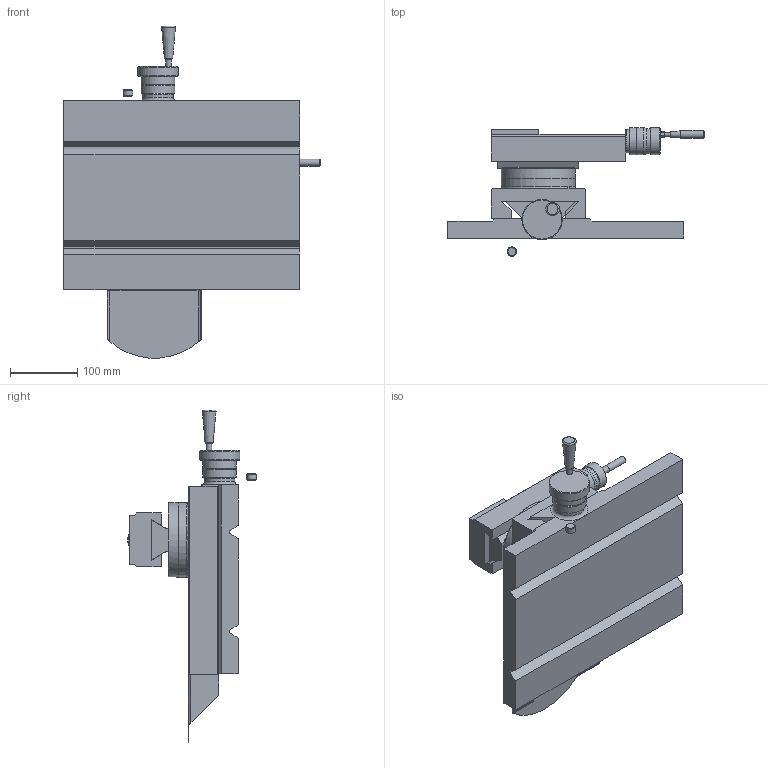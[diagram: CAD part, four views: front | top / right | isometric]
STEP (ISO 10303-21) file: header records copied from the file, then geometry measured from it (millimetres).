
FILE_DESCRIPTION(/* description */ (''),/* implementation_level */ '2;1');
FILE_NAME(/* name */ 'CROSS SLIDE.stp',/* time_stamp */ '2025-12-13T08:18:38-08:00',/* author */ ('admin'),/* organization */ (''),/* preprocessor_version */ 'ST-DEVELOPER v20.1',/* originating_system */ 'Autodesk Inventor 2026',/* authorisation */ '');
FILE_SCHEMA (('AUTOMOTIVE_DESIGN { 1 0 10303 214 3 1 1 }'));
Length unit declared in the file: inch
Products named in the file (5): Assembly1; CROSS SLIDE; tool post body 2; tool post assembly 2; tool post part 8
Assembly tree (4 placements, depth 3):
  Assembly1
    CROSS SLIDE
    tool post body 2
    tool post assembly 2
      tool post part 8
Bounding box: 380.09 x 191 x 492.45 mm (x, y, z)
Volume: 5085839.2 mm3; surface area: 603680.7 mm2
Topology: 12 solids, 12 shells, 183 faces, 421 edges, 269 vertices
Faces by surface type: plane 116, cylinder 29, cone 15, torus 13, bspline 10
Full cylindrical faces by diameter (mm): 4 x1, 6 x1, 8 x1, 10.625 x1, 14 x1, 35 x1, 37.321 x1, 40 x3, 45 x1, 50 x2, 60 x1, 110 x2
Entity records: 8131 total; most frequent: CARTESIAN_POINT 3804, DIRECTION 855, ORIENTED_EDGE 842, EDGE_CURVE 421, AXIS2_PLACEMENT_3D 290, LINE 275, VECTOR 275, VERTEX_POINT 269
